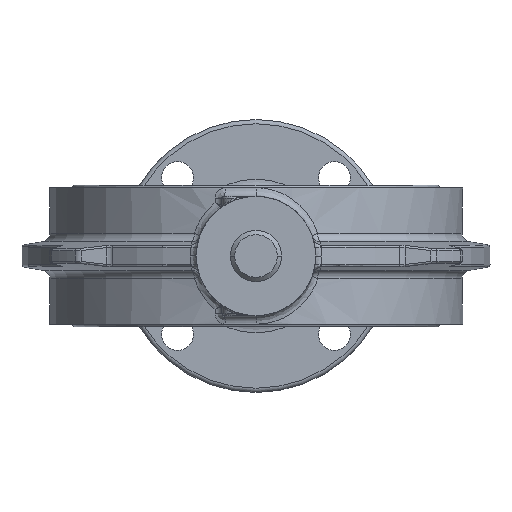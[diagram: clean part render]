
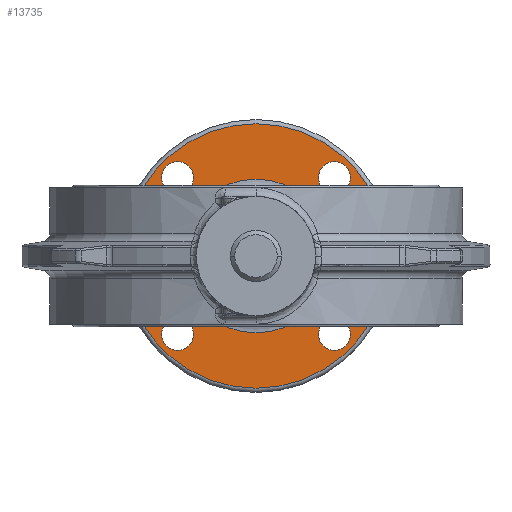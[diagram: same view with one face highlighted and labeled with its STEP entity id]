
A CAD part, front view. The second image highlights one B-rep face of the part: STEP entity #13735.
In plain terms, the highlighted planar face has unit normal (0, -1, 0).
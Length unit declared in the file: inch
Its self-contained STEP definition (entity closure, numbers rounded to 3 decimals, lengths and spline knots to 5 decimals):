
#4781=CARTESIAN_POINT('',(1.14905,5.555,-1.14905));
#4782=DIRECTION('',(0.,-1.,0.));
#4783=DIRECTION('',(1.,0.,0.));
#4784=AXIS2_PLACEMENT_3D('',#4781,#4782,#4783);
#4789=CARTESIAN_POINT('',(1.14905,5.555,-1.14905));
#4790=DIRECTION('',(0.,-1.,0.));
#4791=DIRECTION('',(-1.,0.,0.));
#4792=AXIS2_PLACEMENT_3D('',#4789,#4790,#4791);
#4797=CARTESIAN_POINT('',(-1.14905,5.555,-1.14905));
#4798=DIRECTION('',(0.,-1.,0.));
#4799=DIRECTION('',(0.,0.,-1.));
#4800=AXIS2_PLACEMENT_3D('',#4797,#4798,#4799);
#4805=CARTESIAN_POINT('',(-1.14905,5.555,-1.14905));
#4806=DIRECTION('',(0.,-1.,0.));
#4807=DIRECTION('',(0.,0.,1.));
#4808=AXIS2_PLACEMENT_3D('',#4805,#4806,#4807);
#4813=CARTESIAN_POINT('',(-1.14905,5.555,1.14905));
#4814=DIRECTION('',(0.,-1.,0.));
#4815=DIRECTION('',(-1.,0.,0.));
#4816=AXIS2_PLACEMENT_3D('',#4813,#4814,#4815);
#4821=CARTESIAN_POINT('',(-1.14905,5.555,1.14905));
#4822=DIRECTION('',(0.,-1.,0.));
#4823=DIRECTION('',(1.,0.,0.));
#4824=AXIS2_PLACEMENT_3D('',#4821,#4822,#4823);
#4829=CARTESIAN_POINT('',(1.14905,5.555,1.14905));
#4830=DIRECTION('',(0.,-1.,0.));
#4831=DIRECTION('',(0.,0.,1.));
#4832=AXIS2_PLACEMENT_3D('',#4829,#4830,#4831);
#4837=CARTESIAN_POINT('',(1.14905,5.555,1.14905));
#4838=DIRECTION('',(0.,-1.,0.));
#4839=DIRECTION('',(0.,0.,-1.));
#4840=AXIS2_PLACEMENT_3D('',#4837,#4838,#4839);
#4845=CARTESIAN_POINT('',(0.,5.555,0.));
#4846=DIRECTION('',(0.,-1.,0.));
#4847=DIRECTION('',(-1.,0.,0.));
#4848=AXIS2_PLACEMENT_3D('',#4845,#4846,#4847);
#4853=CARTESIAN_POINT('',(0.,5.555,0.));
#4854=DIRECTION('',(0.,-1.,0.));
#4855=DIRECTION('',(1.,0.,0.));
#4856=AXIS2_PLACEMENT_3D('',#4853,#4854,#4855);
#4861=CARTESIAN_POINT('',(0.,5.555,0.));
#4862=DIRECTION('',(0.,1.,0.));
#4863=DIRECTION('',(1.,0.,0.));
#4864=AXIS2_PLACEMENT_3D('',#4861,#4862,#4863);
#4869=CARTESIAN_POINT('',(0.,5.555,0.));
#4870=DIRECTION('',(0.,1.,0.));
#4871=DIRECTION('',(-1.,0.,0.));
#4872=AXIS2_PLACEMENT_3D('',#4869,#4870,#4871);
#6405=CARTESIAN_POINT('',(1.38305,5.555,-1.14905));
#6406=CARTESIAN_POINT('',(0.91505,5.555,-1.14905));
#6407=VERTEX_POINT('',#6405);
#6408=VERTEX_POINT('',#6406);
#6413=CARTESIAN_POINT('',(-1.14905,5.555,-1.38305));
#6414=CARTESIAN_POINT('',(-1.14905,5.555,-0.91505));
#6415=VERTEX_POINT('',#6413);
#6416=VERTEX_POINT('',#6414);
#6421=CARTESIAN_POINT('',(-1.38305,5.555,1.14905));
#6422=CARTESIAN_POINT('',(-0.91505,5.555,1.14905));
#6423=VERTEX_POINT('',#6421);
#6424=VERTEX_POINT('',#6422);
#6429=CARTESIAN_POINT('',(1.14905,5.555,1.38305));
#6430=CARTESIAN_POINT('',(1.14905,5.555,0.91505));
#6431=VERTEX_POINT('',#6429);
#6432=VERTEX_POINT('',#6430);
#6858=CARTESIAN_POINT('',(-1.125,5.555,0.));
#6859=CARTESIAN_POINT('',(1.125,5.555,0.));
#6860=VERTEX_POINT('',#6858);
#6861=VERTEX_POINT('',#6859);
#6870=CARTESIAN_POINT('',(1.9375,5.555,0.));
#6871=CARTESIAN_POINT('',(-1.9375,5.555,0.));
#6872=VERTEX_POINT('',#6870);
#6873=VERTEX_POINT('',#6871);
#13695=CARTESIAN_POINT('',(0.,5.555,0.));
#13696=DIRECTION('',(0.,1.,0.));
#13697=DIRECTION('',(1.,0.,0.));
#13698=AXIS2_PLACEMENT_3D('',#13695,#13696,#13697);
#13699=PLANE('',#13698);
#13701=ORIENTED_EDGE('',*,*,#13700,.T.);
#13703=ORIENTED_EDGE('',*,*,#13702,.T.);
#13704=EDGE_LOOP('',(#13701,#13703));
#13705=FACE_OUTER_BOUND('',#13704,.F.);
#13707=ORIENTED_EDGE('',*,*,#13706,.T.);
#13709=ORIENTED_EDGE('',*,*,#13708,.T.);
#13710=EDGE_LOOP('',(#13707,#13709));
#13711=FACE_BOUND('',#13710,.F.);
#13713=ORIENTED_EDGE('',*,*,#13712,.T.);
#13715=ORIENTED_EDGE('',*,*,#13714,.T.);
#13716=EDGE_LOOP('',(#13713,#13715));
#13717=FACE_BOUND('',#13716,.F.);
#13719=ORIENTED_EDGE('',*,*,#13718,.T.);
#13721=ORIENTED_EDGE('',*,*,#13720,.T.);
#13722=EDGE_LOOP('',(#13719,#13721));
#13723=FACE_BOUND('',#13722,.F.);
#13725=ORIENTED_EDGE('',*,*,#13724,.T.);
#13726=ORIENTED_EDGE('',*,*,#13685,.T.);
#13727=EDGE_LOOP('',(#13725,#13726));
#13728=FACE_BOUND('',#13727,.F.);
#13730=ORIENTED_EDGE('',*,*,#13729,.T.);
#13732=ORIENTED_EDGE('',*,*,#13731,.T.);
#13733=EDGE_LOOP('',(#13730,#13732));
#13734=FACE_BOUND('',#13733,.F.);
#13735=ADVANCED_FACE('',(#13705,#13711,#13717,#13723,#13728,#13734),#13699,.F.);
#4785=CIRCLE('',#4784,0.234);
#4793=CIRCLE('',#4792,0.234);
#4801=CIRCLE('',#4800,0.234);
#4809=CIRCLE('',#4808,0.234);
#4817=CIRCLE('',#4816,0.234);
#4825=CIRCLE('',#4824,0.234);
#4833=CIRCLE('',#4832,0.234);
#4841=CIRCLE('',#4840,0.234);
#4849=CIRCLE('',#4848,1.125);
#4857=CIRCLE('',#4856,1.125);
#4865=CIRCLE('',#4864,1.9375);
#4873=CIRCLE('',#4872,1.9375);
#13685=EDGE_CURVE('',#6861,#6860,#4857,.T.);
#13700=EDGE_CURVE('',#6872,#6873,#4865,.T.);
#13702=EDGE_CURVE('',#6873,#6872,#4873,.T.);
#13706=EDGE_CURVE('',#6415,#6416,#4801,.T.);
#13708=EDGE_CURVE('',#6416,#6415,#4809,.T.);
#13712=EDGE_CURVE('',#6423,#6424,#4817,.T.);
#13714=EDGE_CURVE('',#6424,#6423,#4825,.T.);
#13718=EDGE_CURVE('',#6431,#6432,#4833,.T.);
#13720=EDGE_CURVE('',#6432,#6431,#4841,.T.);
#13724=EDGE_CURVE('',#6860,#6861,#4849,.T.);
#13729=EDGE_CURVE('',#6407,#6408,#4785,.T.);
#13731=EDGE_CURVE('',#6408,#6407,#4793,.T.);
